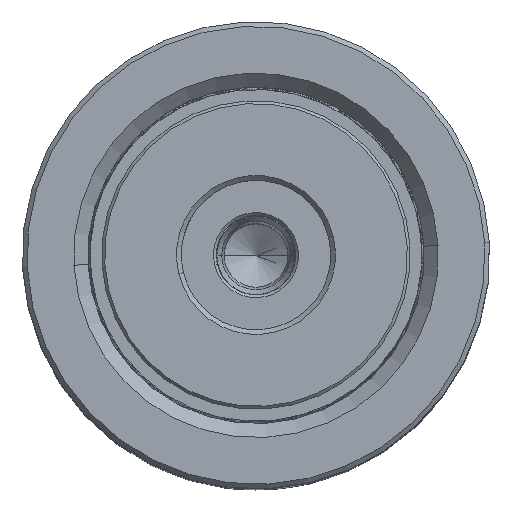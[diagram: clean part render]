
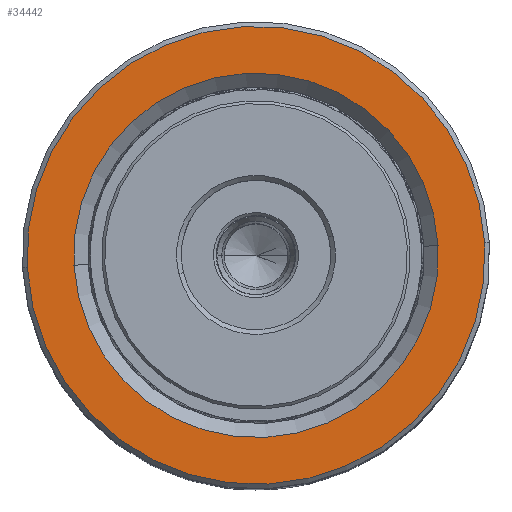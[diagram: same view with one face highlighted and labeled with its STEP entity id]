
A CAD part, top view. The second image highlights one B-rep face of the part: STEP entity #34442.
In plain terms, the highlighted planar face has unit normal (0, 0, 1).
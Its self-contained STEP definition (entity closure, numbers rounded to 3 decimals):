
#169 = AXIS2_PLACEMENT_3D ( 'NONE', #20176, #11484, #11763 ) ;
#2539 = CARTESIAN_POINT ( 'NONE',  ( -19.5, 0., 80. ) ) ;
#3406 = EDGE_CURVE ( 'NONE', #35038, #25682, #35008, .T. ) ;
#3552 = CARTESIAN_POINT ( 'NONE',  ( 0., 0., 80. ) ) ;
#5233 = EDGE_LOOP ( 'NONE', ( #45479, #9156 ) ) ;
#5567 = CARTESIAN_POINT ( 'NONE',  ( -24.5, 0., 80. ) ) ;
#7323 = DIRECTION ( 'NONE',  ( 1., 0., 0. ) ) ;
#8382 = DIRECTION ( 'NONE',  ( 1., 0., 0. ) ) ;
#9156 = ORIENTED_EDGE ( 'NONE', *, *, #16317, .T. ) ;
#11484 = DIRECTION ( 'NONE',  ( 0., 0., 1. ) ) ;
#11763 = DIRECTION ( 'NONE',  ( 1., 0., 0. ) ) ;
#12393 = EDGE_CURVE ( 'NONE', #25682, #35038, #49940, .T. ) ;
#12470 = CARTESIAN_POINT ( 'NONE',  ( 0., 0., 80. ) ) ;
#14204 = AXIS2_PLACEMENT_3D ( 'NONE', #3552, #20153, #20954 ) ;
#15480 = CARTESIAN_POINT ( 'NONE',  ( 0., 0., 80. ) ) ;
#16317 = EDGE_CURVE ( 'NONE', #51862, #33489, #20312, .T. ) ;
#19914 = PLANE ( 'NONE',  #169 ) ;
#20153 = DIRECTION ( 'NONE',  ( 0., 0., 1. ) ) ;
#20176 = CARTESIAN_POINT ( 'NONE',  ( 0., 0., 80. ) ) ;
#20312 = CIRCLE ( 'NONE', #14204, 24.5 ) ;
#20954 = DIRECTION ( 'NONE',  ( 1., 0., 0. ) ) ;
#21935 = EDGE_CURVE ( 'NONE', #33489, #51862, #27273, .T. ) ;
#21980 = AXIS2_PLACEMENT_3D ( 'NONE', #12470, #37780, #8382 ) ;
#25682 = VERTEX_POINT ( 'NONE', #2539 ) ;
#26407 = AXIS2_PLACEMENT_3D ( 'NONE', #15480, #39965, #7323 ) ;
#27273 = CIRCLE ( 'NONE', #26407, 24.5 ) ;
#29513 = CARTESIAN_POINT ( 'NONE',  ( 0., 0., 80. ) ) ;
#33489 = VERTEX_POINT ( 'NONE', #5567 ) ;
#34442 = ADVANCED_FACE ( 'NONE', ( #40854, #48992 ), #19914, .T. ) ;
#34974 = CARTESIAN_POINT ( 'NONE',  ( 19.5, 0., 80. ) ) ;
#35008 = CIRCLE ( 'NONE', #21980, 19.5 ) ;
#35038 = VERTEX_POINT ( 'NONE', #34974 ) ;
#35784 = ORIENTED_EDGE ( 'NONE', *, *, #3406, .T. ) ;
#37780 = DIRECTION ( 'NONE',  ( 0., 0., -1. ) ) ;
#37949 = DIRECTION ( 'NONE',  ( 1., 0., 0. ) ) ;
#39965 = DIRECTION ( 'NONE',  ( 0., 0., 1. ) ) ;
#40854 = FACE_OUTER_BOUND ( 'NONE', #5233, .T. ) ;
#42628 = EDGE_LOOP ( 'NONE', ( #35784, #46579 ) ) ;
#45479 = ORIENTED_EDGE ( 'NONE', *, *, #21935, .T. ) ;
#45671 = CARTESIAN_POINT ( 'NONE',  ( 24.5, 0., 80. ) ) ;
#46466 = AXIS2_PLACEMENT_3D ( 'NONE', #29513, #50403, #37949 ) ;
#46579 = ORIENTED_EDGE ( 'NONE', *, *, #12393, .T. ) ;
#48992 = FACE_BOUND ( 'NONE', #42628, .T. ) ;
#49940 = CIRCLE ( 'NONE', #46466, 19.5 ) ;
#50403 = DIRECTION ( 'NONE',  ( 0., 0., -1. ) ) ;
#51862 = VERTEX_POINT ( 'NONE', #45671 ) ;
